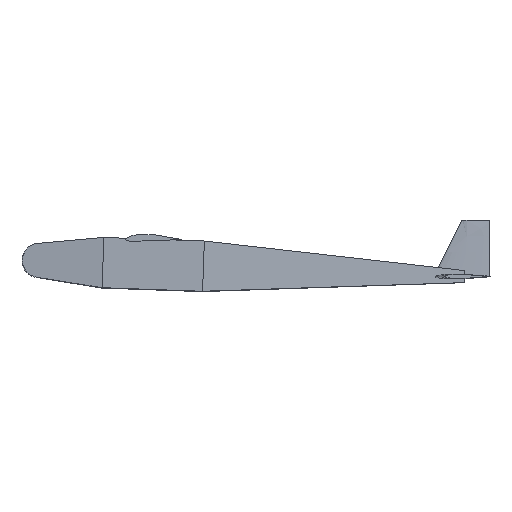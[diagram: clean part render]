
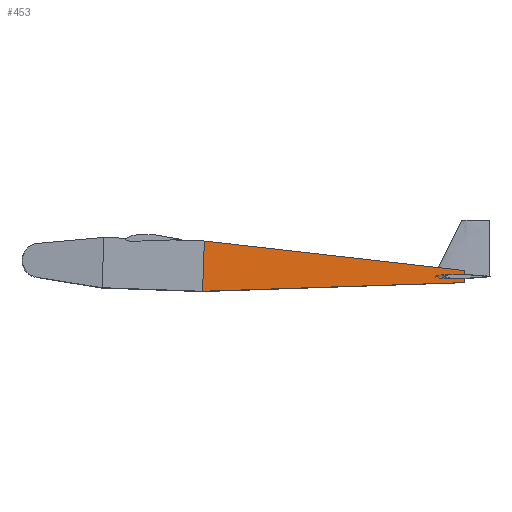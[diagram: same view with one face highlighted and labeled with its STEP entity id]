
A CAD part, top view. The second image highlights one B-rep face of the part: STEP entity #453.
In plain terms, the highlighted planar face has unit normal (0.091, 0.003, 0.996).
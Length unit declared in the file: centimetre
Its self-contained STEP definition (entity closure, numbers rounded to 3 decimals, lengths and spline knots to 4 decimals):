
#81=FACE_OUTER_BOUND('',#112,.T.);
#112=EDGE_LOOP('',(#367,#368,#369,#370));
#142=LINE('',#7999,#180);
#146=LINE('',#8008,#184);
#147=LINE('',#8009,#185);
#148=LINE('',#8010,#186);
#180=VECTOR('',#587,3.5805);
#184=VECTOR('',#593,3.5805);
#185=VECTOR('',#594,3.5805);
#186=VECTOR('',#595,3.5805);
#224=VERTEX_POINT('',#7997);
#225=VERTEX_POINT('',#7998);
#228=VERTEX_POINT('',#8006);
#229=VERTEX_POINT('',#8007);
#273=EDGE_CURVE('',#224,#225,#142,.T.);
#277=EDGE_CURVE('',#228,#229,#146,.T.);
#278=EDGE_CURVE('',#229,#224,#147,.T.);
#279=EDGE_CURVE('',#228,#225,#148,.T.);
#367=ORIENTED_EDGE('',*,*,#277,.T.);
#368=ORIENTED_EDGE('',*,*,#278,.T.);
#369=ORIENTED_EDGE('',*,*,#273,.T.);
#370=ORIENTED_EDGE('',*,*,#279,.F.);
#422=PLANE('',#511);
#453=ADVANCED_FACE('',(#81),#422,.F.);
#511=AXIS2_PLACEMENT_3D('',#8005,#591,#592);
#587=DIRECTION('',(0.035,0.999,-0.006));
#591=DIRECTION('center_axis',(-0.091,-0.003,
-0.996));
#592=DIRECTION('ref_axis',(-0.995,0.036,0.091));
#593=DIRECTION('',(-0.035,-0.999,0.006));
#594=DIRECTION('',(0.995,0.033,-0.091));
#595=DIRECTION('',(0.99,-0.112,-0.091));
#7997=CARTESIAN_POINT('',(60.2686,-8.1195,38.4955));
#7998=CARTESIAN_POINT('',(60.3449,-5.9725,38.4821));
#7999=CARTESIAN_POINT('',(60.3449,-5.9725,38.4821));
#8005=CARTESIAN_POINT('Origin',(13.695,-9.6631,42.7767));
#8006=CARTESIAN_POINT('',(14.0127,-0.7176,42.7209));
#8007=CARTESIAN_POINT('',(13.695,-9.6631,42.7767));
#8008=CARTESIAN_POINT('',(14.0127,-0.7176,42.7209));
#8009=CARTESIAN_POINT('',(13.695,-9.6631,42.7767));
#8010=CARTESIAN_POINT('',(14.0127,-0.7176,42.7209));
